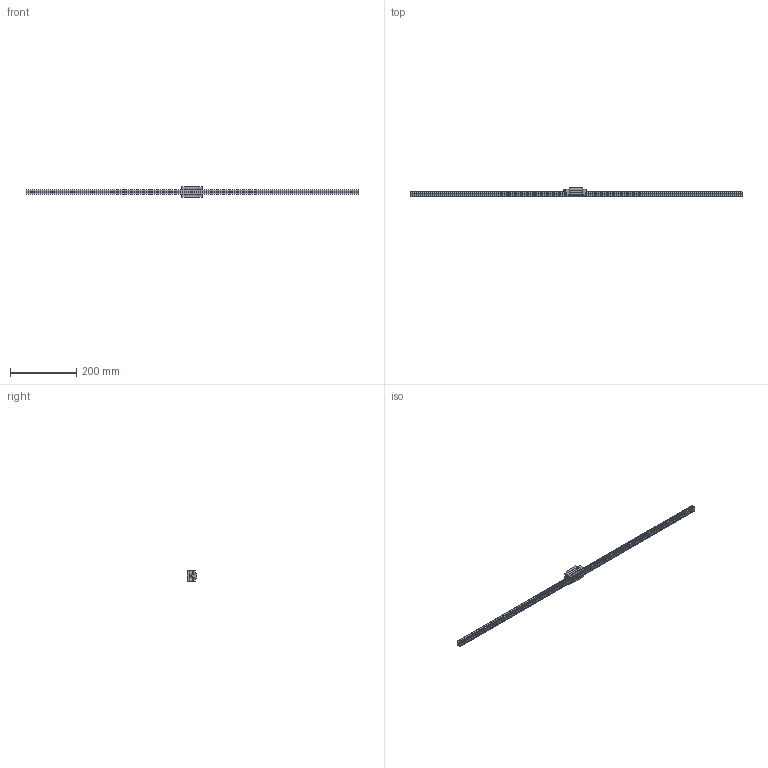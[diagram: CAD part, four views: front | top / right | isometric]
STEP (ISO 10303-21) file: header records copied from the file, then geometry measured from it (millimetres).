
FILE_DESCRIPTION(/* description */ (''),/* implementation_level */ '2;1');
FILE_NAME(/* name */ 'GD15NA_A.stp',/* time_stamp */ '2021-11-17T08:53:26+01:00',/* author */ ('marcw'),/* organization */ (''),/* preprocessor_version */ 'ST-DEVELOPER v18.1',/* originating_system */ 'Autodesk Inventor 2021',/* authorisation */ '');
FILE_SCHEMA (('CONFIG_CONTROL_DESIGN'));
Length unit declared in the file: millimetre
Products named in the file (3): GD15NA; GD15NA_Rail; GD15NA_CarriageNA
Assembly tree (2 placements, depth 2):
  GD15NA
    GD15NA_Rail
    GD15NA_CarriageNA
Bounding box: 1000 x 28 x 34 mm (x, y, z)
Volume: 215587.5 mm3; surface area: 74468.4 mm2
Topology: 5 solids, 5 shells, 243 faces, 641 edges, 427 vertices
Faces by surface type: plane 151, cylinder 52, cone 39, bspline 1
Full cylindrical faces by diameter (mm): 2.459 x6, 3 x1, 3.242 x4, 4.5 x17, 4.8 x1, 7.5 x17
Entity records: 7929 total; most frequent: CARTESIAN_POINT 1332, DIRECTION 1299, ORIENTED_EDGE 1262, EDGE_CURVE 631, LINE 457, VECTOR 457, VERTEX_POINT 427, AXIS2_PLACEMENT_3D 421
